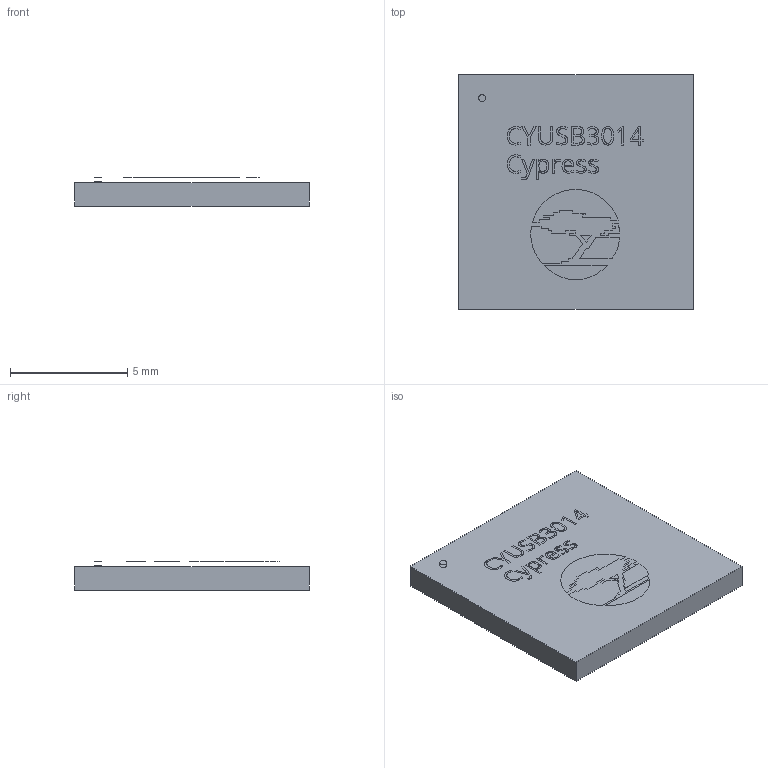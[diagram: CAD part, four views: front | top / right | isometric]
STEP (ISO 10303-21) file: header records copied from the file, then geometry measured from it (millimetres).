
FILE_DESCRIPTION(('FreeCAD Model'),'2;1');
FILE_NAME('CYUSB3014.step', '2019-03-11T14:12:03',('Author'),(''), 'Open CASCADE STEP processor 7.2','FreeCAD','Unknown');
FILE_SCHEMA(('AUTOMOTIVE_DESIGN { 1 0 10303 214 1 1 1 1 }'));
Length unit declared in the file: millimetre
Products named in the file (15): Pad; A1_Mark; Device_Name; Company_Name; Ball_Array; Pad001; Logo_Part1; Logo_Part2; Logo_Part3; Pad005; Pad006; Logo_Part4; Logo_Part5; Pad007; Logo_Part6
Bounding box: 10 x 10 x 1.2 mm (x, y, z)
Volume: 101.7 mm3; surface area: 297 mm2
Topology: 149 solids, 149 shells, 572 faces, 1548 edges, 1032 vertices
Faces by surface type: plane 237, extrusion 207, sphere 121, cylinder 7
Full cylindrical faces by diameter (mm): 0.3 x2
Entity records: 32374 total; most frequent: CARTESIAN_POINT 7133, DIRECTION 3676, VECTOR 2906, LINE 2699, ORIENTED_EDGE 2370, PCURVE 2370, DEFINITIONAL_REPRESENTATION 2370, EDGE_CURVE 1185
